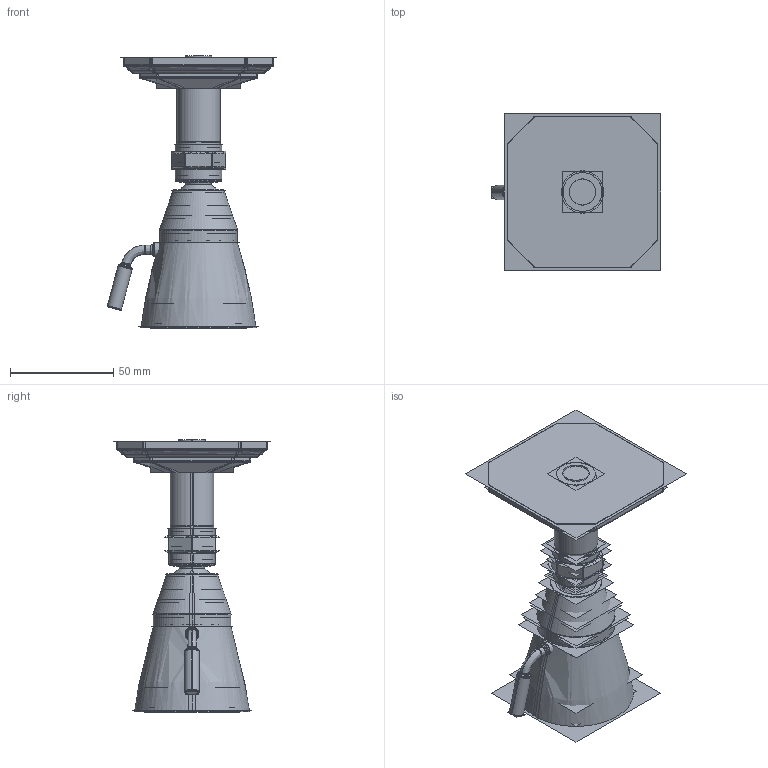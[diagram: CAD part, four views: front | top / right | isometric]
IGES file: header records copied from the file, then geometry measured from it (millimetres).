
Start section:  PTC IGES file: 0838X-HR-XX.igs
Global section: file name: 0838X-HR-XX.igs; native system: Creo Elements/Pro by Parametric Technology Corporation; preprocessor: 2015070; author: leo; organization: Unknown; date: 20200428.175649; units: inch
Bounding box: 82.28 x 75.95 x 132.12 mm (x, y, z)
Volume: 223914.4 mm3; surface area: 416740.7 mm2
Topology: 9 solids, 9 shells, 1106 faces, 5932 edges, 7808 vertices
Faces by surface type: revolution 616, bspline 490
